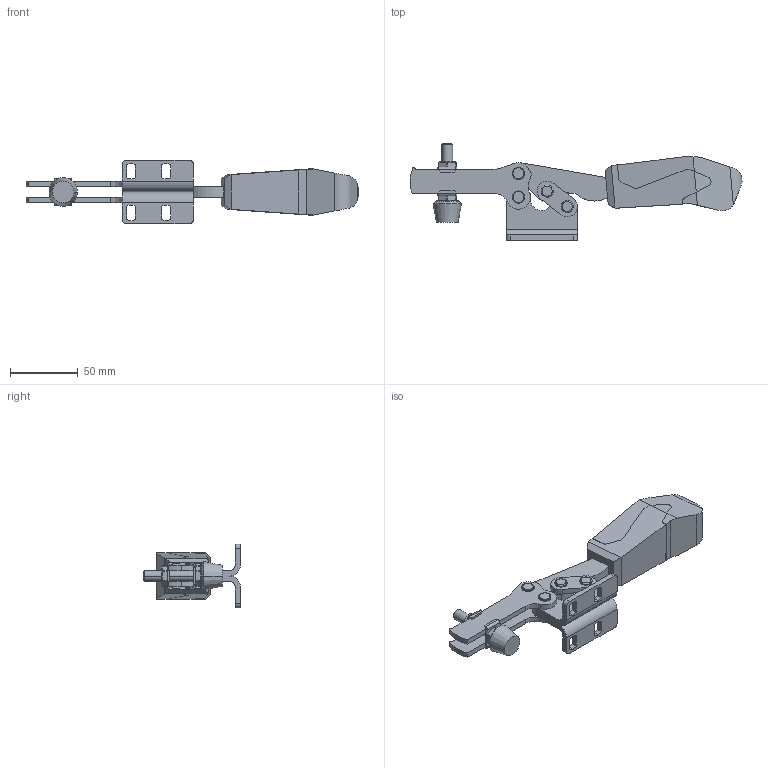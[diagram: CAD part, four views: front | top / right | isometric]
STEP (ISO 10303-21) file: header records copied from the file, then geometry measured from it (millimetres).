
FILE_DESCRIPTION (( 'STEP AP214' ), '1' );
FILE_NAME ('EH 23330.1304.STEP', '2019-10-25T05:51:08', ( '' ), ( '' ), 'SwSTEP 2.0', 'SolidWorks 2019', '' );
FILE_SCHEMA (( 'AUTOMOTIVE_DESIGN' ));
Length unit declared in the file: millimetre
Products named in the file (8): _551716-6_0.stp; _551716_1.stp; _557248.stp; _551719-13.stp; _551716_2.stp; EH 23330.1304; _551716-3_0.stp; _551719-12.stp
Assembly tree (7 placements, depth 2):
  EH 23330.1304
    _551716_1.stp
    _551716_2.stp
    _551716-3_0.stp
    _557248.stp
    _551719-12.stp
    _551719-13.stp
    _551716-6_0.stp
Bounding box: 245.07 x 71.5 x 47 mm (x, y, z)
Volume: 150235.9 mm3; surface area: 44654.6 mm2
Topology: 7 solids, 8 shells, 344 faces, 888 edges, 580 vertices
Faces by surface type: plane 165, cylinder 145, torus 18, cone 16
Entity records: 11515 total; most frequent: CARTESIAN_POINT 2375, DIRECTION 1808, ORIENTED_EDGE 1776, EDGE_CURVE 888, AXIS2_PLACEMENT_3D 652, VERTEX_POINT 580, VECTOR 504, LINE 504
